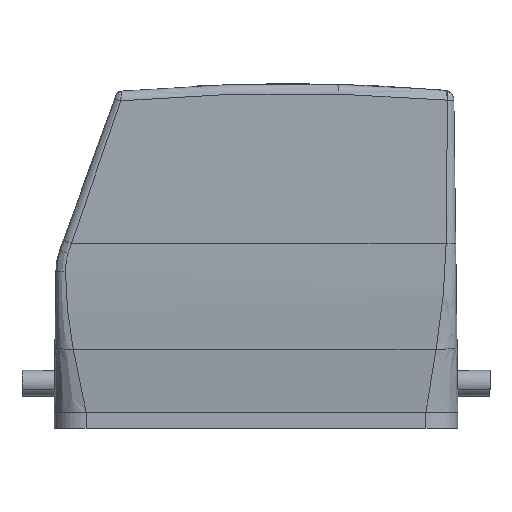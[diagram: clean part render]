
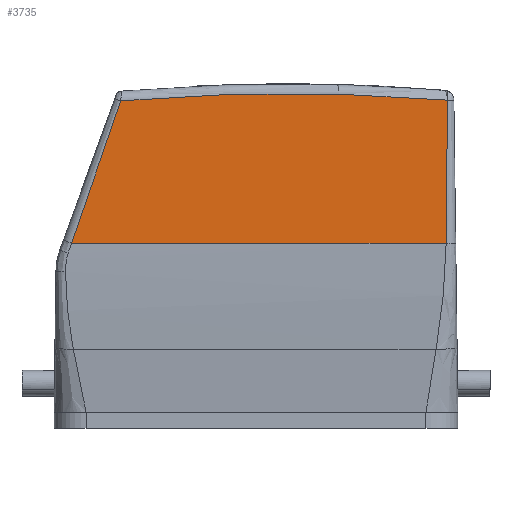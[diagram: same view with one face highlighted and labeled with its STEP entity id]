
A CAD part, left-side view. The second image highlights one B-rep face of the part: STEP entity #3735.
In plain terms, the highlighted planar face has unit normal (-1, 0, 0).
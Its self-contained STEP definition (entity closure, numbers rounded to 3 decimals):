
#3697=AXIS2_PLACEMENT_3D('Plane Axis2P3D',#3694,#3695,#3696) ;
#3701=AXIS2_PLACEMENT_3D('Circle Axis2P3D',#3699,#3700,$) ;
#2359=CARTESIAN_POINT('Vertex',(0.,6.844,28.847)) ;
#2385=CARTESIAN_POINT('Line Origine',(0.,35.873,28.847)) ;
#2389=CARTESIAN_POINT('Vertex',(0.,65.275,28.847)) ;
#3266=CARTESIAN_POINT('Vertex',(0.,6.636,51.163)) ;
#3484=CARTESIAN_POINT('Control Point',(0.,6.636,51.163)) ;
#3485=CARTESIAN_POINT('Control Point',(0.,6.636,51.147)) ;
#3486=CARTESIAN_POINT('Control Point',(0.,6.636,51.132)) ;
#3487=CARTESIAN_POINT('Control Point',(0.,6.636,51.116)) ;
#3488=CARTESIAN_POINT('Control Point',(0.,6.636,51.063)) ;
#3489=CARTESIAN_POINT('Control Point',(0.,6.636,51.01)) ;
#3490=CARTESIAN_POINT('Control Point',(0.,6.636,50.953)) ;
#3491=CARTESIAN_POINT('Control Point',(0.,6.635,50.783)) ;
#3492=CARTESIAN_POINT('Control Point',(0.,6.634,50.581)) ;
#3493=CARTESIAN_POINT('Control Point',(0.,6.634,50.476)) ;
#3494=CARTESIAN_POINT('Control Point',(0.,6.634,50.311)) ;
#3495=CARTESIAN_POINT('Control Point',(0.,6.633,50.146)) ;
#3496=CARTESIAN_POINT('Control Point',(0.,6.633,50.034)) ;
#3497=CARTESIAN_POINT('Control Point',(0.,6.633,49.811)) ;
#3498=CARTESIAN_POINT('Control Point',(0.,6.632,49.588)) ;
#3499=CARTESIAN_POINT('Control Point',(0.,6.632,49.476)) ;
#3500=CARTESIAN_POINT('Control Point',(0.,6.632,49.142)) ;
#3501=CARTESIAN_POINT('Control Point',(0.,6.631,48.807)) ;
#3502=CARTESIAN_POINT('Control Point',(0.,6.631,48.584)) ;
#3503=CARTESIAN_POINT('Control Point',(0.,6.631,47.808)) ;
#3504=CARTESIAN_POINT('Control Point',(0.,6.632,47.032)) ;
#3505=CARTESIAN_POINT('Control Point',(0.,6.633,46.479)) ;
#3506=CARTESIAN_POINT('Control Point',(0.,6.637,44.822)) ;
#3507=CARTESIAN_POINT('Control Point',(0.,6.645,43.164)) ;
#3508=CARTESIAN_POINT('Control Point',(0.,6.653,42.059)) ;
#3509=CARTESIAN_POINT('Control Point',(0.,6.677,39.154)) ;
#3510=CARTESIAN_POINT('Control Point',(0.,6.71,36.251)) ;
#3511=CARTESIAN_POINT('Control Point',(0.,6.735,34.452)) ;
#3512=CARTESIAN_POINT('Control Point',(0.,6.769,32.246)) ;
#3513=CARTESIAN_POINT('Control Point',(0.,6.816,30.039)) ;
#3514=CARTESIAN_POINT('Control Point',(0.,6.825,29.654)) ;
#3515=CARTESIAN_POINT('Control Point',(0.,6.834,29.254)) ;
#3516=CARTESIAN_POINT('Control Point',(0.,6.844,28.847)) ;
#3694=CARTESIAN_POINT('Axis2P3D Location',(0.,-5.3,-25.8)) ;
#3699=CARTESIAN_POINT('Axis2P3D Location',(0.,31.5,-246.3)) ;
#3703=CARTESIAN_POINT('Vertex',(0.,57.579,51.059)) ;
#3707=CARTESIAN_POINT('Control Point',(0.,57.579,51.059)) ;
#3708=CARTESIAN_POINT('Control Point',(0.,57.599,51.004)) ;
#3709=CARTESIAN_POINT('Control Point',(0.,57.618,50.949)) ;
#3710=CARTESIAN_POINT('Control Point',(0.,57.638,50.895)) ;
#3711=CARTESIAN_POINT('Control Point',(0.,57.677,50.785)) ;
#3712=CARTESIAN_POINT('Control Point',(0.,57.717,50.674)) ;
#3713=CARTESIAN_POINT('Control Point',(0.,57.732,50.631)) ;
#3714=CARTESIAN_POINT('Control Point',(0.,58.03,49.797)) ;
#3715=CARTESIAN_POINT('Control Point',(0.,58.327,48.963)) ;
#3716=CARTESIAN_POINT('Control Point',(0.,58.602,48.188)) ;
#3717=CARTESIAN_POINT('Control Point',(0.,59.51,45.625)) ;
#3718=CARTESIAN_POINT('Control Point',(0.,60.409,43.06)) ;
#3719=CARTESIAN_POINT('Control Point',(0.,61.011,41.33)) ;
#3720=CARTESIAN_POINT('Control Point',(0.,61.935,38.655)) ;
#3721=CARTESIAN_POINT('Control Point',(0.,62.853,35.978)) ;
#3722=CARTESIAN_POINT('Control Point',(0.,63.157,35.09)) ;
#3723=CARTESIAN_POINT('Control Point',(0.,63.769,33.295)) ;
#3724=CARTESIAN_POINT('Control Point',(0.,64.38,31.498)) ;
#3725=CARTESIAN_POINT('Control Point',(0.,64.663,30.663)) ;
#3726=CARTESIAN_POINT('Control Point',(0.,64.969,29.755)) ;
#3727=CARTESIAN_POINT('Control Point',(0.,65.275,28.847)) ;
#2386=DIRECTION('Vector Direction',(0.,-1.,0.)) ;
#3695=DIRECTION('Axis2P3D Direction',(-1.,0.,0.)) ;
#3696=DIRECTION('Axis2P3D XDirection',(0.,-0.17,0.985)) ;
#3700=DIRECTION('Axis2P3D Direction',(-1.,0.,0.)) ;
#2387=VECTOR('Line Direction',#2386,1.) ;
#3730=ORIENTED_EDGE('',*,*,#3705,.T.) ;
#3731=ORIENTED_EDGE('',*,*,#3728,.F.) ;
#3732=ORIENTED_EDGE('',*,*,#2391,.T.) ;
#3733=ORIENTED_EDGE('',*,*,#3517,.T.) ;
#3735=ADVANCED_FACE('Hood',(#3734),#3698,.T.) ;
#3483=B_SPLINE_CURVE_WITH_KNOTS('',5,(#3484,#3485,#3486,#3487,#3488,#3489,#3490,#3491,#3492,#3493,#3494,#3495,#3496,#3497,#3498,#3499,#3500,#3501,#3502,#3503,#3504,#3505,#3506,#3507,#3508,#3509,#3510,#3511,#3512,#3513,#3514,#3515,#3516),.UNSPECIFIED.,.F.,.U.,(6,3,3,3,3,3,3,3,3,3,6),(3.785,3.863,4.054,4.322,4.885,5.448,6.574,9.364,14.942,24.034,26.1),.UNSPECIFIED.) ;
#3706=B_SPLINE_CURVE_WITH_KNOTS('',5,(#3707,#3708,#3709,#3710,#3711,#3712,#3713,#3714,#3715,#3716,#3717,#3718,#3719,#3720,#3721,#3722,#3723,#3724,#3725,#3726,#3727),.UNSPECIFIED.,.F.,.U.,(6,3,3,3,3,3,6),(0.,0.415,0.854,6.667,20.05,26.696,33.462),.UNSPECIFIED.) ;
#3702=CIRCLE('generated circle',#3701,298.5) ;
#2391=EDGE_CURVE('',#2390,#2360,#2388,.T.) ;
#3517=EDGE_CURVE('',#2360,#3267,#3483,.F.) ;
#3705=EDGE_CURVE('',#3267,#3704,#3702,.T.) ;
#3728=EDGE_CURVE('',#2390,#3704,#3706,.F.) ;
#3729=EDGE_LOOP('',(#3730,#3731,#3732,#3733)) ;
#3734=FACE_OUTER_BOUND('',#3729,.T.) ;
#2388=LINE('Line',#2385,#2387) ;
#3698=PLANE('',#3697) ;
#2360=VERTEX_POINT('',#2359) ;
#2390=VERTEX_POINT('',#2389) ;
#3267=VERTEX_POINT('',#3266) ;
#3704=VERTEX_POINT('',#3703) ;
